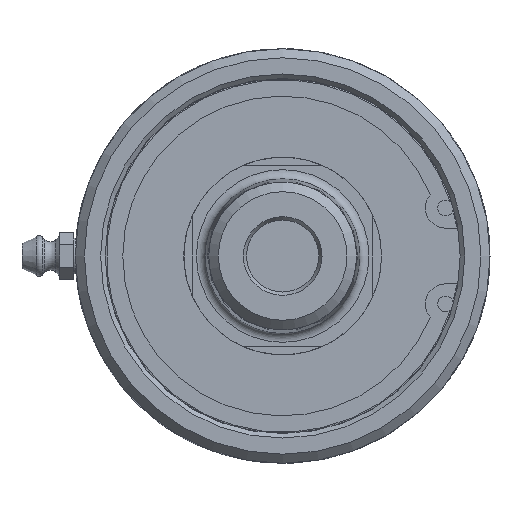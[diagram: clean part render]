
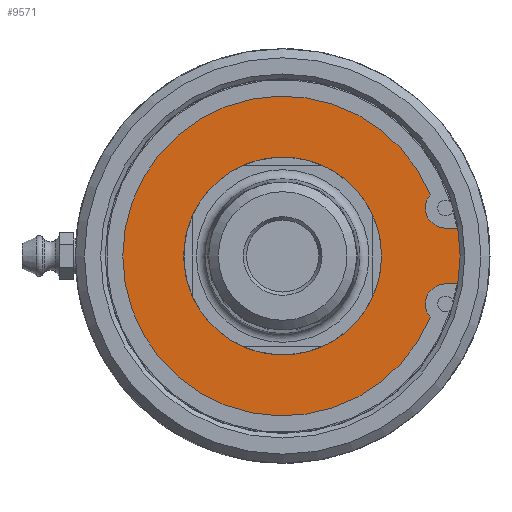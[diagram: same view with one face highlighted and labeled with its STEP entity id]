
A CAD part, left-side view. The second image highlights one B-rep face of the part: STEP entity #9571.
In plain terms, the highlighted planar face has unit normal (-1, 0, 0).
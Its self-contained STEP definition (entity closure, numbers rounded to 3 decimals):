
#37=FACE_BOUND('',#1927,.T.);
#1355=FACE_OUTER_BOUND('',#1926,.T.);
#1926=EDGE_LOOP('',(#6808,#6809,#6810,#6811,#6812,#6813));
#1927=EDGE_LOOP('',(#6814,#6815));
#2516=CIRCLE('',#10191,17.4);
#2517=CIRCLE('',#10192,17.4);
#2555=CIRCLE('',#10259,3.556);
#2556=CIRCLE('',#10260,28.142);
#2557=CIRCLE('',#10261,3.556);
#2558=CIRCLE('',#10262,33.45);
#2913=LINE('',#14913,#3437);
#2914=LINE('',#14921,#3438);
#3437=VECTOR('',#11318,10.);
#3438=VECTOR('',#11325,10.);
#4019=VERTEX_POINT('',#14723);
#4020=VERTEX_POINT('',#14724);
#4069=VERTEX_POINT('',#14911);
#4070=VERTEX_POINT('',#14912);
#4071=VERTEX_POINT('',#14914);
#4072=VERTEX_POINT('',#14916);
#4073=VERTEX_POINT('',#14918);
#4074=VERTEX_POINT('',#14920);
#5046=EDGE_CURVE('',#4019,#4020,#2516,.T.);
#5047=EDGE_CURVE('',#4020,#4019,#2517,.T.);
#5123=EDGE_CURVE('',#4069,#4070,#2913,.T.);
#5124=EDGE_CURVE('',#4070,#4071,#2555,.T.);
#5125=EDGE_CURVE('',#4071,#4072,#2556,.T.);
#5126=EDGE_CURVE('',#4072,#4073,#2557,.T.);
#5127=EDGE_CURVE('',#4073,#4074,#2914,.T.);
#5128=EDGE_CURVE('',#4074,#4069,#2558,.T.);
#6808=ORIENTED_EDGE('',*,*,#5123,.T.);
#6809=ORIENTED_EDGE('',*,*,#5124,.T.);
#6810=ORIENTED_EDGE('',*,*,#5125,.T.);
#6811=ORIENTED_EDGE('',*,*,#5126,.T.);
#6812=ORIENTED_EDGE('',*,*,#5127,.T.);
#6813=ORIENTED_EDGE('',*,*,#5128,.T.);
#6814=ORIENTED_EDGE('',*,*,#5046,.T.);
#6815=ORIENTED_EDGE('',*,*,#5047,.T.);
#9350=PLANE('',#10258);
#9571=ADVANCED_FACE('',(#1355,#37),#9350,.F.);
#10191=AXIS2_PLACEMENT_3D('',#14725,#11160,#11161);
#10192=AXIS2_PLACEMENT_3D('',#14726,#11162,#11163);
#10258=AXIS2_PLACEMENT_3D('',#14910,#11316,#11317);
#10259=AXIS2_PLACEMENT_3D('',#14915,#11319,#11320);
#10260=AXIS2_PLACEMENT_3D('',#14917,#11321,#11322);
#10261=AXIS2_PLACEMENT_3D('',#14919,#11323,#11324);
#10262=AXIS2_PLACEMENT_3D('',#14922,#11326,#11327);
#11160=DIRECTION('center_axis',(1.,0.,0.));
#11161=DIRECTION('ref_axis',(0.,1.,0.));
#11162=DIRECTION('center_axis',(1.,0.,0.));
#11163=DIRECTION('ref_axis',(0.,1.,0.));
#11316=DIRECTION('center_axis',(1.,0.,0.));
#11317=DIRECTION('ref_axis',(0.,0.,-1.));
#11318=DIRECTION('',(0.,1.,0.));
#11319=DIRECTION('center_axis',(1.,0.,0.));
#11320=DIRECTION('ref_axis',(0.,0.754,0.657));
#11321=DIRECTION('center_axis',(-1.,0.,0.));
#11322=DIRECTION('ref_axis',(0.,0.924,-0.384));
#11323=DIRECTION('center_axis',(1.,0.,0.));
#11324=DIRECTION('ref_axis',(0.,0.,1.));
#11325=DIRECTION('',(0.,-1.,0.));
#11326=DIRECTION('center_axis',(-1.,0.,0.));
#11327=DIRECTION('ref_axis',(0.,1.,0.));
#14723=CARTESIAN_POINT('',(4.775,17.4,0.));
#14724=CARTESIAN_POINT('',(4.775,-17.4,0.));
#14725=CARTESIAN_POINT('Origin',(4.775,0.,0.));
#14726=CARTESIAN_POINT('Origin',(4.775,0.,0.));
#14910=CARTESIAN_POINT('Origin',(4.775,24.275,0.));
#14911=CARTESIAN_POINT('',(4.775,-33.089,4.902));
#14912=CARTESIAN_POINT('',(4.775,-28.672,4.902));
#14913=CARTESIAN_POINT('',(4.775,-2.199,4.902));
#14914=CARTESIAN_POINT('',(4.775,-25.99,10.793));
#14915=CARTESIAN_POINT('Origin',(4.775,-28.672,8.458));
#14916=CARTESIAN_POINT('',(4.775,-25.99,-10.793));
#14917=CARTESIAN_POINT('Origin',(4.775,0.,0.));
#14918=CARTESIAN_POINT('',(4.775,-28.672,-4.902));
#14919=CARTESIAN_POINT('Origin',(4.775,-28.672,-8.458));
#14920=CARTESIAN_POINT('',(4.775,-33.089,-4.902));
#14921=CARTESIAN_POINT('',(4.775,-4.407,-4.902));
#14922=CARTESIAN_POINT('Origin',(4.775,0.,0.));
